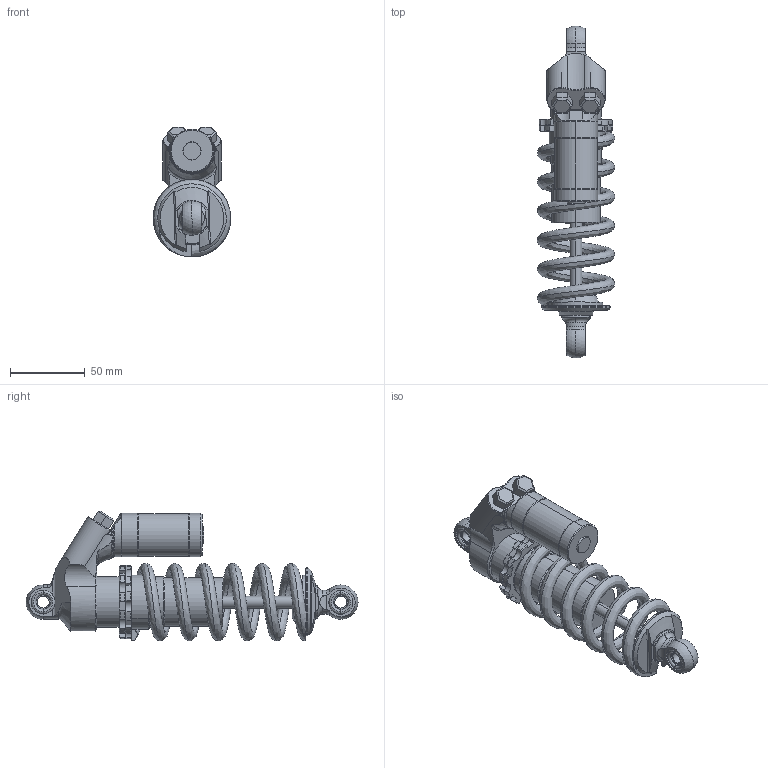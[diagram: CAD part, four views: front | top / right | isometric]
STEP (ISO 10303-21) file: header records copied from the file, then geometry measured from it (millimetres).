
FILE_DESCRIPTION (( 'STEP AP214' ), '1' );
FILE_NAME ('Ohlins TTX25 Shock 50mm.STEP', '2020-05-28T23:40:14', ( '' ), ( '' ), 'SwSTEP 2.0', 'SolidWorks 2020', '' );
FILE_SCHEMA (( 'AUTOMOTIVE_DESIGN' ));
Length unit declared in the file: millimetre
Products named in the file (6): Piston; Ohlins TTX25 Shock 50mm; Body; Spring; M8 ball; Tightening nut
Assembly tree (6 placements, depth 2):
  Ohlins TTX25 Shock 50mm
    Body
    M8 ball  x2
    Tightening nut
    Piston
    Spring
Bounding box: 52 x 222.5 x 87 mm (x, y, z)
Volume: 246419.2 mm3; surface area: 65437.5 mm2
Topology: 6 solids, 6 shells, 465 faces, 1161 edges, 721 vertices
Faces by surface type: plane 176, cylinder 123, cone 91, torus 39, bspline 24, sphere 12
Entity records: 17922 total; most frequent: CARTESIAN_POINT 6380, ORIENTED_EDGE 2262, DIRECTION 2232, EDGE_CURVE 1131, AXIS2_PLACEMENT_3D 918, VERTEX_POINT 705, EDGE_LOOP 490, CIRCLE 474
